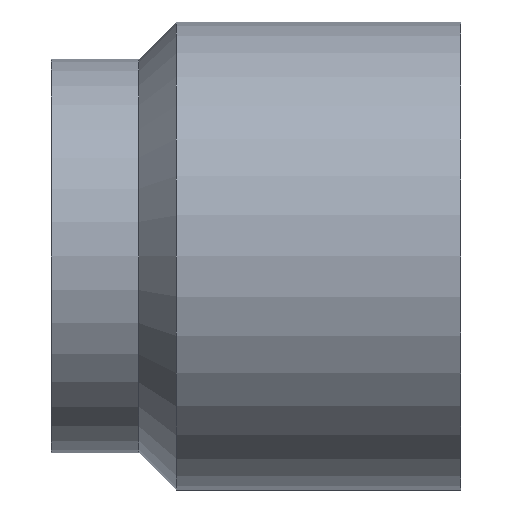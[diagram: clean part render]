
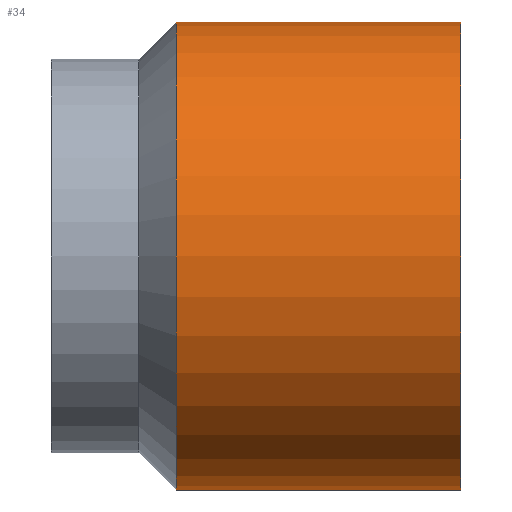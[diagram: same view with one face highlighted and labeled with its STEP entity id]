
A CAD part, left-side view. The second image highlights one B-rep face of the part: STEP entity #34.
In plain terms, the highlighted cylindrical face has radius 16 mm (diameter 32 mm), a partial arc.
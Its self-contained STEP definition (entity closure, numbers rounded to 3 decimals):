
#10 = VERTEX_POINT ( 'NONE', #316 ) ;
#29 = EDGE_CURVE ( 'NONE', #156, #10, #200, .T. ) ;
#30 = EDGE_LOOP ( 'NONE', ( #33, #32, #139, #140 ) ) ;
#31 = EDGE_CURVE ( 'NONE', #116, #117, #196, .T. ) ;
#32 = ORIENTED_EDGE ( 'NONE', *, *, #29, .T. ) ;
#33 = ORIENTED_EDGE ( 'NONE', *, *, #115, .F. ) ;
#34 = ADVANCED_FACE ( 'NONE', ( #191 ), #190, .T. ) ;
#74 = EDGE_CURVE ( 'NONE', #10, #117, #223, .T. ) ;
#115 = EDGE_CURVE ( 'NONE', #156, #116, #449, .T. ) ;
#116 = VERTEX_POINT ( 'NONE', #594 ) ;
#117 = VERTEX_POINT ( 'NONE', #593 ) ;
#139 = ORIENTED_EDGE ( 'NONE', *, *, #74, .T. ) ;
#140 = ORIENTED_EDGE ( 'NONE', *, *, #31, .F. ) ;
#156 = VERTEX_POINT ( 'NONE', #472 ) ;
#190 = CYLINDRICAL_SURFACE ( 'NONE', #365, 16. ) ;
#191 = FACE_OUTER_BOUND ( 'NONE', #30, .T. ) ;
#192 = DIRECTION ( 'NONE',  ( 0., 0., -1. ) ) ;
#193 = DIRECTION ( 'NONE',  ( 0., -1., 0. ) ) ;
#194 = CARTESIAN_POINT ( 'NONE',  ( 0., 0., 0. ) ) ;
#195 = AXIS2_PLACEMENT_3D ( 'NONE', #194, #193, #192 ) ;
#196 = CIRCLE ( 'NONE', #195, 16. ) ;
#197 = DIRECTION ( 'NONE',  ( 0., 0., -1. ) ) ;
#198 = DIRECTION ( 'NONE',  ( 0., -1., 0. ) ) ;
#199 = AXIS2_PLACEMENT_3D ( 'NONE', #204, #198, #197 ) ;
#200 = CIRCLE ( 'NONE', #199, 16. ) ;
#204 = CARTESIAN_POINT ( 'NONE',  ( 0., 19.45, 0. ) ) ;
#220 = DIRECTION ( 'NONE',  ( 0., -1., 0. ) ) ;
#221 = VECTOR ( 'NONE', #220, 1000. ) ;
#222 = CARTESIAN_POINT ( 'NONE',  ( 0., 0., -16. ) ) ;
#223 = LINE ( 'NONE', #222, #221 ) ;
#316 = CARTESIAN_POINT ( 'NONE',  ( 0., 19.45, -16. ) ) ;
#362 = DIRECTION ( 'NONE',  ( 0., 0., -1. ) ) ;
#363 = DIRECTION ( 'NONE',  ( 0., -1., 0. ) ) ;
#364 = CARTESIAN_POINT ( 'NONE',  ( 0., 0., 0. ) ) ;
#365 = AXIS2_PLACEMENT_3D ( 'NONE', #364, #363, #362 ) ;
#447 = VECTOR ( 'NONE', #595, 1000. ) ;
#448 = CARTESIAN_POINT ( 'NONE',  ( 0., 0., 16. ) ) ;
#449 = LINE ( 'NONE', #448, #447 ) ;
#472 = CARTESIAN_POINT ( 'NONE',  ( 0., 19.45, 16. ) ) ;
#593 = CARTESIAN_POINT ( 'NONE',  ( 0., 0., -16. ) ) ;
#594 = CARTESIAN_POINT ( 'NONE',  ( 0., 0., 16. ) ) ;
#595 = DIRECTION ( 'NONE',  ( 0., -1., 0. ) ) ;
